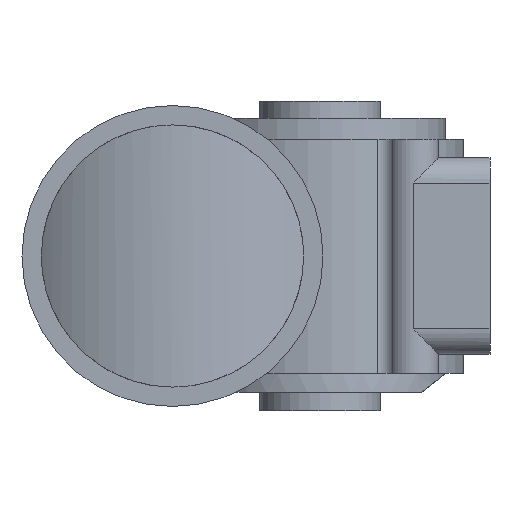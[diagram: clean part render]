
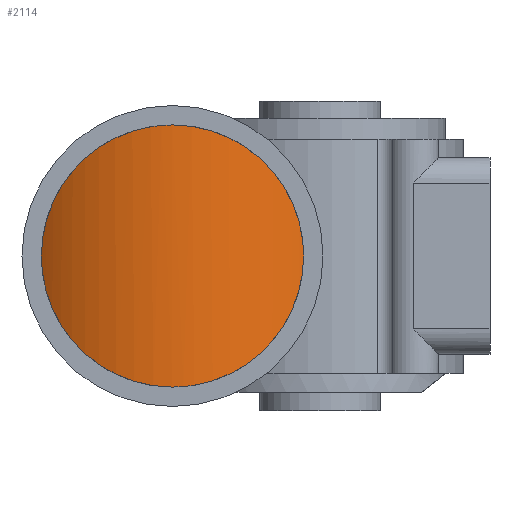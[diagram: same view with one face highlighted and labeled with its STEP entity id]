
A CAD part, front view. The second image highlights one B-rep face of the part: STEP entity #2114.
In plain terms, the highlighted cylindrical face has radius 45 mm (diameter 90 mm), a partial arc.
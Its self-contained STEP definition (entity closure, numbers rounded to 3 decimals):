
#49=B_SPLINE_CURVE_WITH_KNOTS('',3,(#3978,#3979,#3980,#3981,#3982,#3983,
#3984,#3985,#3986,#3987,#3988,#3989,#3990,#3991,#3992,#3993,#3994,#3995),
 .UNSPECIFIED.,.F.,.F.,(4,2,2,2,2,2,2,2,4),(0.,0.526,1.053,
1.579,2.105,2.628,3.151,3.674,
4.197),.UNSPECIFIED.);
#50=B_SPLINE_CURVE_WITH_KNOTS('',3,(#3997,#3998,#3999,#4000,#4001,#4002,
#4003,#4004,#4005,#4006,#4007,#4008,#4009,#4010,#4011,#4012,#4013,#4014),
 .UNSPECIFIED.,.F.,.F.,(4,2,2,2,2,2,2,2,4),(-4.197,-3.674,
-3.151,-2.628,-2.105,-1.579,
-1.053,-0.526,0.),.UNSPECIFIED.);
#51=B_SPLINE_CURVE_WITH_KNOTS('',3,(#4016,#4017,#4018,#4019,#4020,#4021,
#4022,#4023,#4024,#4025,#4026,#4027,#4028,#4029,#4030,#4031,#4032,#4033),
 .UNSPECIFIED.,.F.,.F.,(4,2,2,2,2,2,2,2,4),(8.394,8.92,
9.447,9.973,10.499,11.022,11.545,
12.068,12.591),.UNSPECIFIED.);
#52=B_SPLINE_CURVE_WITH_KNOTS('',3,(#4034,#4035,#4036,#4037,#4038,#4039,
#4040,#4041,#4042,#4043,#4044,#4045,#4046,#4047,#4048,#4049,#4050,#4051),
 .UNSPECIFIED.,.F.,.F.,(4,2,2,2,2,2,2,2,4),(4.197,4.72,
5.243,5.766,6.289,6.815,7.341,
7.868,8.394),.UNSPECIFIED.);
#140=CYLINDRICAL_SURFACE('',#2417,45.);
#444=FACE_OUTER_BOUND('',#615,.T.);
#615=EDGE_LOOP('',(#1920,#1921,#1922,#1923));
#1054=VERTEX_POINT('',#3976);
#1055=VERTEX_POINT('',#3977);
#1056=VERTEX_POINT('',#3996);
#1057=VERTEX_POINT('',#4015);
#1344=EDGE_CURVE('',#1054,#1055,#49,.T.);
#1345=EDGE_CURVE('',#1056,#1054,#50,.T.);
#1346=EDGE_CURVE('',#1057,#1056,#51,.T.);
#1347=EDGE_CURVE('',#1055,#1057,#52,.T.);
#1920=ORIENTED_EDGE('',*,*,#1344,.F.);
#1921=ORIENTED_EDGE('',*,*,#1345,.F.);
#1922=ORIENTED_EDGE('',*,*,#1346,.F.);
#1923=ORIENTED_EDGE('',*,*,#1347,.F.);
#2114=ADVANCED_FACE('',(#444),#140,.T.);
#2417=AXIS2_PLACEMENT_3D('',#3975,#3100,#3101);
#3100=DIRECTION('center_axis',(0.,0.,-1.));
#3101=DIRECTION('ref_axis',(0.6,0.8,0.));
#3975=CARTESIAN_POINT('Origin',(-30.4,-142.25,51.2));
#3976=CARTESIAN_POINT('',(-57.4,-178.25,24.2));
#3977=CARTESIAN_POINT('',(-30.4,-187.25,51.2));
#3978=CARTESIAN_POINT('Ctrl Pts',(-57.4,-178.25,24.2));
#3979=CARTESIAN_POINT('Ctrl Pts',(-57.4,-178.25,25.954));
#3980=CARTESIAN_POINT('Ctrl Pts',(-57.226,-178.382,27.746));
#3981=CARTESIAN_POINT('Ctrl Pts',(-56.519,-178.897,31.273));
#3982=CARTESIAN_POINT('Ctrl Pts',(-55.986,-179.278,33.008));
#3983=CARTESIAN_POINT('Ctrl Pts',(-54.597,-180.2,36.312));
#3984=CARTESIAN_POINT('Ctrl Pts',(-53.741,-180.74,37.884));
#3985=CARTESIAN_POINT('Ctrl Pts',(-51.777,-181.864,40.785));
#3986=CARTESIAN_POINT('Ctrl Pts',(-50.669,-182.448,42.114));
#3987=CARTESIAN_POINT('Ctrl Pts',(-48.322,-183.547,44.462));
#3988=CARTESIAN_POINT('Ctrl Pts',(-46.997,-184.106,45.569));
#3989=CARTESIAN_POINT('Ctrl Pts',(-44.095,-185.143,47.535));
#3990=CARTESIAN_POINT('Ctrl Pts',(-42.518,-185.621,48.395));
#3991=CARTESIAN_POINT('Ctrl Pts',(-39.203,-186.414,49.788));
#3992=CARTESIAN_POINT('Ctrl Pts',(-37.461,-186.728,50.322));
#3993=CARTESIAN_POINT('Ctrl Pts',(-33.932,-187.146,51.028));
#3994=CARTESIAN_POINT('Ctrl Pts',(-32.143,-187.25,51.2));
#3995=CARTESIAN_POINT('Ctrl Pts',(-30.4,-187.25,51.2));
#3996=CARTESIAN_POINT('',(-30.4,-187.25,-2.8));
#3997=CARTESIAN_POINT('Ctrl Pts',(-30.4,-187.25,-2.8));
#3998=CARTESIAN_POINT('Ctrl Pts',(-32.143,-187.25,-2.8));
#3999=CARTESIAN_POINT('Ctrl Pts',(-33.932,-187.146,-2.628));
#4000=CARTESIAN_POINT('Ctrl Pts',(-37.461,-186.728,-1.922));
#4001=CARTESIAN_POINT('Ctrl Pts',(-39.203,-186.414,-1.388));
#4002=CARTESIAN_POINT('Ctrl Pts',(-42.518,-185.621,0.005));
#4003=CARTESIAN_POINT('Ctrl Pts',(-44.095,-185.143,0.865));
#4004=CARTESIAN_POINT('Ctrl Pts',(-46.997,-184.106,2.831));
#4005=CARTESIAN_POINT('Ctrl Pts',(-48.322,-183.547,3.938));
#4006=CARTESIAN_POINT('Ctrl Pts',(-50.669,-182.448,6.286));
#4007=CARTESIAN_POINT('Ctrl Pts',(-51.777,-181.864,7.615));
#4008=CARTESIAN_POINT('Ctrl Pts',(-53.741,-180.74,10.516));
#4009=CARTESIAN_POINT('Ctrl Pts',(-54.597,-180.2,12.088));
#4010=CARTESIAN_POINT('Ctrl Pts',(-55.986,-179.278,15.392));
#4011=CARTESIAN_POINT('Ctrl Pts',(-56.519,-178.897,17.127));
#4012=CARTESIAN_POINT('Ctrl Pts',(-57.226,-178.382,20.654));
#4013=CARTESIAN_POINT('Ctrl Pts',(-57.4,-178.25,22.446));
#4014=CARTESIAN_POINT('Ctrl Pts',(-57.4,-178.25,24.2));
#4015=CARTESIAN_POINT('',(-3.4,-178.25,24.2));
#4016=CARTESIAN_POINT('Ctrl Pts',(-3.4,-178.25,24.2));
#4017=CARTESIAN_POINT('Ctrl Pts',(-3.4,-178.25,22.446));
#4018=CARTESIAN_POINT('Ctrl Pts',(-3.574,-178.382,20.654));
#4019=CARTESIAN_POINT('Ctrl Pts',(-4.281,-178.897,17.127));
#4020=CARTESIAN_POINT('Ctrl Pts',(-4.814,-179.278,15.392));
#4021=CARTESIAN_POINT('Ctrl Pts',(-6.203,-180.2,12.088));
#4022=CARTESIAN_POINT('Ctrl Pts',(-7.059,-180.74,10.516));
#4023=CARTESIAN_POINT('Ctrl Pts',(-9.023,-181.864,7.615));
#4024=CARTESIAN_POINT('Ctrl Pts',(-10.131,-182.448,6.286));
#4025=CARTESIAN_POINT('Ctrl Pts',(-12.478,-183.547,3.938));
#4026=CARTESIAN_POINT('Ctrl Pts',(-13.803,-184.106,2.831));
#4027=CARTESIAN_POINT('Ctrl Pts',(-16.705,-185.143,0.865));
#4028=CARTESIAN_POINT('Ctrl Pts',(-18.282,-185.621,0.005));
#4029=CARTESIAN_POINT('Ctrl Pts',(-21.597,-186.414,-1.388));
#4030=CARTESIAN_POINT('Ctrl Pts',(-23.339,-186.728,-1.922));
#4031=CARTESIAN_POINT('Ctrl Pts',(-26.868,-187.146,-2.628));
#4032=CARTESIAN_POINT('Ctrl Pts',(-28.657,-187.25,-2.8));
#4033=CARTESIAN_POINT('Ctrl Pts',(-30.4,-187.25,-2.8));
#4034=CARTESIAN_POINT('Ctrl Pts',(-30.4,-187.25,51.2));
#4035=CARTESIAN_POINT('Ctrl Pts',(-28.657,-187.25,51.2));
#4036=CARTESIAN_POINT('Ctrl Pts',(-26.868,-187.146,51.028));
#4037=CARTESIAN_POINT('Ctrl Pts',(-23.339,-186.728,50.322));
#4038=CARTESIAN_POINT('Ctrl Pts',(-21.597,-186.414,49.788));
#4039=CARTESIAN_POINT('Ctrl Pts',(-18.282,-185.621,48.395));
#4040=CARTESIAN_POINT('Ctrl Pts',(-16.705,-185.143,47.535));
#4041=CARTESIAN_POINT('Ctrl Pts',(-13.803,-184.106,45.569));
#4042=CARTESIAN_POINT('Ctrl Pts',(-12.478,-183.547,44.462));
#4043=CARTESIAN_POINT('Ctrl Pts',(-10.131,-182.448,42.114));
#4044=CARTESIAN_POINT('Ctrl Pts',(-9.023,-181.864,40.785));
#4045=CARTESIAN_POINT('Ctrl Pts',(-7.059,-180.74,37.884));
#4046=CARTESIAN_POINT('Ctrl Pts',(-6.203,-180.2,36.312));
#4047=CARTESIAN_POINT('Ctrl Pts',(-4.814,-179.278,33.008));
#4048=CARTESIAN_POINT('Ctrl Pts',(-4.281,-178.897,31.273));
#4049=CARTESIAN_POINT('Ctrl Pts',(-3.574,-178.382,27.746));
#4050=CARTESIAN_POINT('Ctrl Pts',(-3.4,-178.25,25.954));
#4051=CARTESIAN_POINT('Ctrl Pts',(-3.4,-178.25,24.2));
